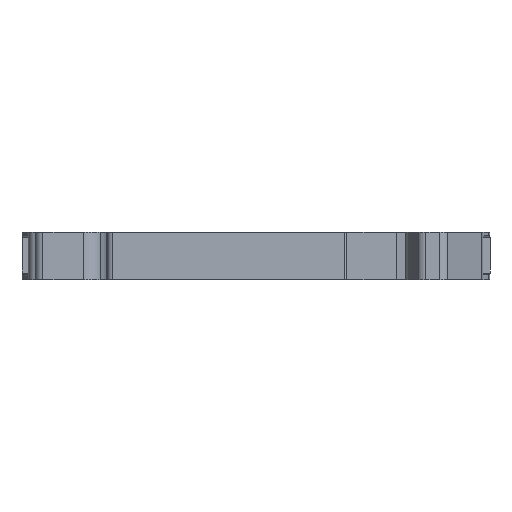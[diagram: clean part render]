
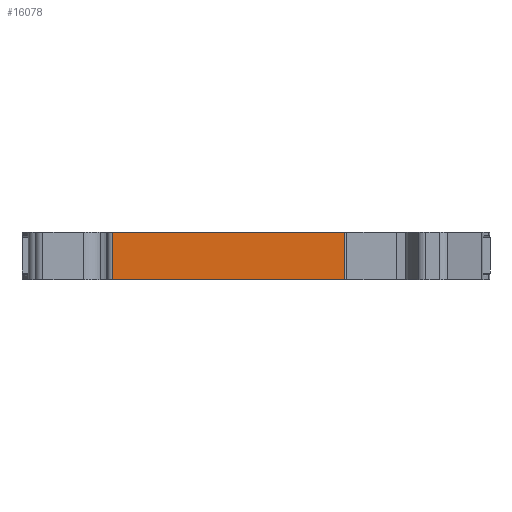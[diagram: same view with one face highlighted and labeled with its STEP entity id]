
A CAD part, front view. The second image highlights one B-rep face of the part: STEP entity #16078.
In plain terms, the highlighted planar face has unit normal (0, -1, 0).
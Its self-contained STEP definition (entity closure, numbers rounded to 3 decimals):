
#115=DIRECTION('',(1.,0.,0.));
#116=VECTOR('',#115,25.253);
#117=CARTESIAN_POINT('',(-15.803,0.,0.));
#118=LINE('',#117,#116);
#912=DIRECTION('',(1.,0.,0.));
#913=VECTOR('',#912,25.253);
#914=CARTESIAN_POINT('',(-15.803,0.,-5.2));
#915=LINE('',#914,#913);
#5300=DIRECTION('',(0.,0.,-1.));
#5301=VECTOR('',#5300,5.2);
#5302=CARTESIAN_POINT('',(-15.803,0.,0.));
#5303=LINE('',#5302,#5301);
#5304=DIRECTION('',(0.,0.,-1.));
#5305=VECTOR('',#5304,5.2);
#5306=CARTESIAN_POINT('',(9.45,0.,0.));
#5307=LINE('',#5306,#5305);
#6692=CARTESIAN_POINT('',(-15.803,0.,0.));
#6693=VERTEX_POINT('',#6692);
#6694=CARTESIAN_POINT('',(9.45,0.,0.));
#6695=VERTEX_POINT('',#6694);
#6896=CARTESIAN_POINT('',(-15.803,0.,-5.2));
#6897=VERTEX_POINT('',#6896);
#6898=CARTESIAN_POINT('',(9.45,0.,-5.2));
#6899=VERTEX_POINT('',#6898);
#16066=CARTESIAN_POINT('',(-15.803,0.,0.));
#16067=DIRECTION('',(0.,-1.,0.));
#16068=DIRECTION('',(1.,0.,0.));
#16069=AXIS2_PLACEMENT_3D('',#16066,#16067,#16068);
#16070=PLANE('',#16069);
#16071=ORIENTED_EDGE('',*,*,#8452,.T.);
#16073=ORIENTED_EDGE('',*,*,#16072,.T.);
#16074=ORIENTED_EDGE('',*,*,#8934,.F.);
#16075=ORIENTED_EDGE('',*,*,#16059,.F.);
#16076=EDGE_LOOP('',(#16071,#16073,#16074,#16075));
#16077=FACE_OUTER_BOUND('',#16076,.F.);
#16078=ADVANCED_FACE('',(#16077),#16070,.T.);
#8452=EDGE_CURVE('',#6693,#6695,#118,.T.);
#8934=EDGE_CURVE('',#6897,#6899,#915,.T.);
#16059=EDGE_CURVE('',#6693,#6897,#5303,.T.);
#16072=EDGE_CURVE('',#6695,#6899,#5307,.T.);
